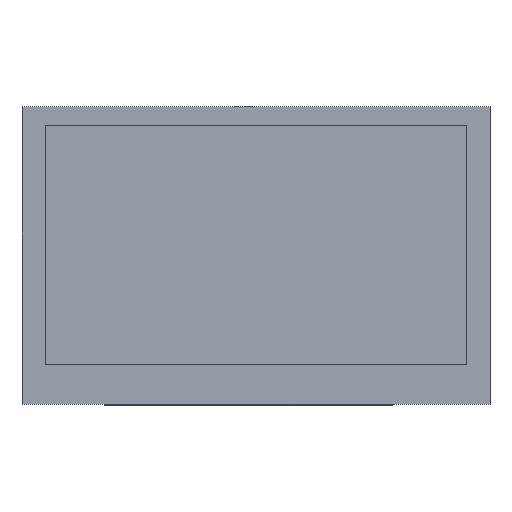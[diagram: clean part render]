
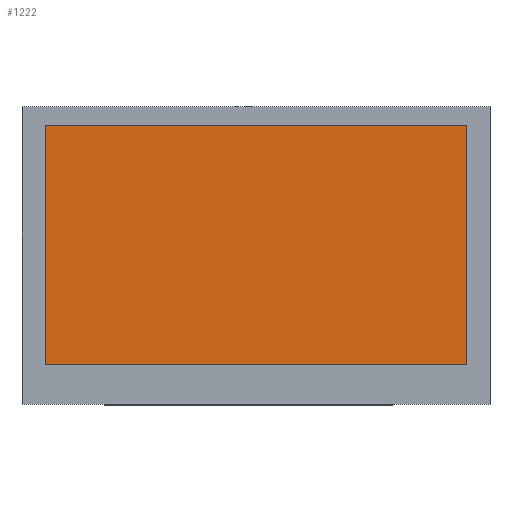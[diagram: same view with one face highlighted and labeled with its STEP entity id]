
A CAD part, top view. The second image highlights one B-rep face of the part: STEP entity #1222.
In plain terms, the highlighted planar face has unit normal (0, 0, 1).
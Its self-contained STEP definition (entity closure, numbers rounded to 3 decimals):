
#78=FACE_OUTER_BOUND('',#152,.T.);
#152=EDGE_LOOP('',(#847,#848,#849,#850));
#234=LINE('',#1791,#383);
#237=LINE('',#1796,#386);
#238=LINE('',#1799,#387);
#240=LINE('',#1802,#389);
#383=VECTOR('',#1439,10.);
#386=VECTOR('',#1444,10.);
#387=VECTOR('',#1447,10.);
#389=VECTOR('',#1451,10.);
#527=VERTEX_POINT('',#1788);
#528=VERTEX_POINT('',#1790);
#529=VERTEX_POINT('',#1794);
#530=VERTEX_POINT('',#1798);
#647=EDGE_CURVE('',#528,#527,#234,.T.);
#650=EDGE_CURVE('',#527,#529,#237,.T.);
#651=EDGE_CURVE('',#530,#528,#238,.T.);
#653=EDGE_CURVE('',#529,#530,#240,.T.);
#847=ORIENTED_EDGE('',*,*,#650,.T.);
#848=ORIENTED_EDGE('',*,*,#653,.T.);
#849=ORIENTED_EDGE('',*,*,#651,.T.);
#850=ORIENTED_EDGE('',*,*,#647,.T.);
#1160=PLANE('',#1317);
#1222=ADVANCED_FACE('',(#78),#1160,.T.);
#1317=AXIS2_PLACEMENT_3D('',#1803,#1452,#1453);
#1439=DIRECTION('',(1.,0.,0.));
#1444=DIRECTION('',(0.,1.,0.));
#1447=DIRECTION('',(0.,-1.,0.));
#1451=DIRECTION('',(-1.,0.,0.));
#1452=DIRECTION('center_axis',(0.,0.,1.));
#1453=DIRECTION('ref_axis',(1.,0.,0.));
#1788=CARTESIAN_POINT('',(47.52,-24.61,5.));
#1790=CARTESIAN_POINT('',(-47.52,-24.61,5.));
#1791=CARTESIAN_POINT('',(-47.52,-24.61,5.));
#1794=CARTESIAN_POINT('',(47.52,29.25,5.));
#1796=CARTESIAN_POINT('',(47.52,-24.61,5.));
#1798=CARTESIAN_POINT('',(-47.52,29.25,5.));
#1799=CARTESIAN_POINT('',(-47.52,29.25,5.));
#1802=CARTESIAN_POINT('',(47.52,29.25,5.));
#1803=CARTESIAN_POINT('Origin',(0.,2.32,5.));
